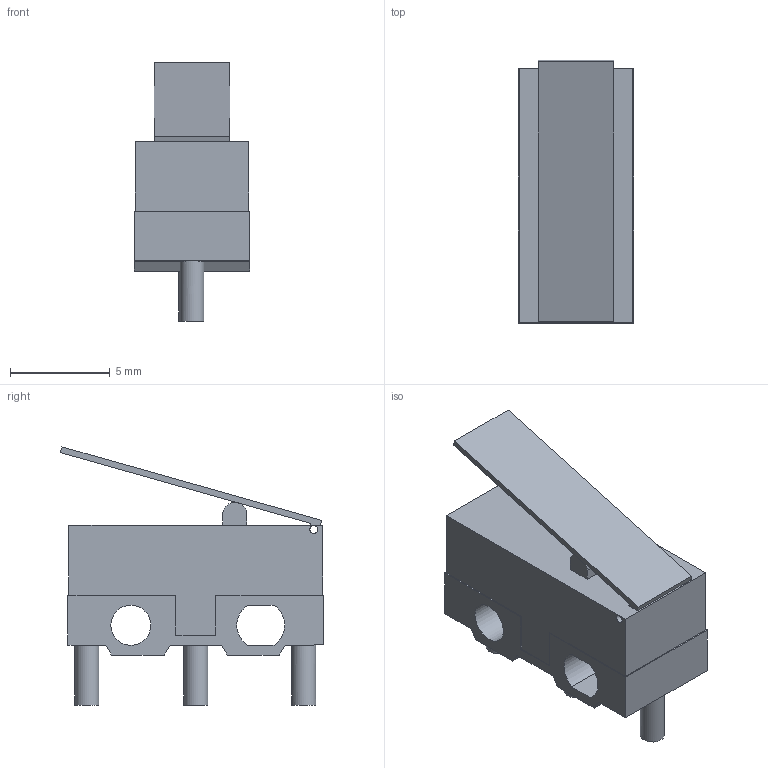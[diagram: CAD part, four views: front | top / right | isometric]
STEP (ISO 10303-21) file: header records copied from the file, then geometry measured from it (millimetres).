
FILE_DESCRIPTION(/* description */ (''),/* implementation_level */ '2;1');
FILE_NAME(/* name */ 'KW10 Microswitch.step',/* time_stamp */ '2024-04-06T13:35:31+02:00',/* author */ (''),/* organization */ (''),/* preprocessor_version */ 'ST-DEVELOPER v20',/* originating_system */ 'Autodesk Translation Framework v12.20.1.177',/* authorisation */ '');
FILE_SCHEMA (('AUTOMOTIVE_DESIGN { 1 0 10303 214 3 1 1 }'));
Length unit declared in the file: millimetre
Products named in the file (1): (Unsaved)
Bounding box: 5.8 x 13.18 x 12.93 mm (x, y, z)
Volume: 440.8 mm3; surface area: 621.3 mm2
Topology: 2 solids, 2 shells, 58 faces, 147 edges, 98 vertices
Faces by surface type: plane 47, cylinder 11
Full cylindrical faces by diameter (mm): 0.4 x3, 1.2 x3, 2 x1
Entity records: 1850 total; most frequent: CARTESIAN_POINT 304, ORIENTED_EDGE 294, DIRECTION 287, EDGE_CURVE 147, LINE 125, VECTOR 125, VERTEX_POINT 98, AXIS2_PLACEMENT_3D 81
